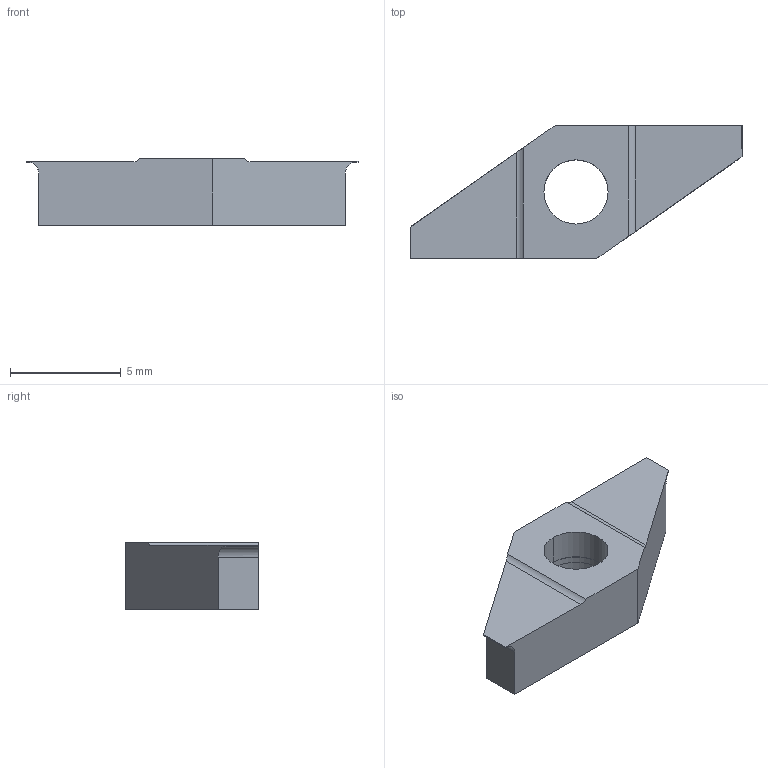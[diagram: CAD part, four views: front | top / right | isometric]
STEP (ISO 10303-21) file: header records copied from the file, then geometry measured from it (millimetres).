
FILE_DESCRIPTION (( 'STEP AP214' ), '1' );
FILE_NAME ('CUT-494-02.STEP', '2017-07-10T14:30:54', ( '' ), ( '' ), 'SwSTEP 2.0', 'SolidWorks 2016', '' );
FILE_SCHEMA (( 'AUTOMOTIVE_DESIGN' ));
Length unit declared in the file: millimetre
Products named in the file (1): CUT-494-02
Bounding box: 15 x 6 x 3 mm (x, y, z)
Volume: 150.8 mm3; surface area: 233 mm2
Topology: 1 solids, 1 shells, 29 faces, 74 edges, 48 vertices
Faces by surface type: plane 15, cylinder 12, torus 2
Entity records: 914 total; most frequent: CARTESIAN_POINT 170, ORIENTED_EDGE 148, DIRECTION 148, EDGE_CURVE 74, AXIS2_PLACEMENT_3D 50, VECTOR 48, VERTEX_POINT 48, LINE 48
